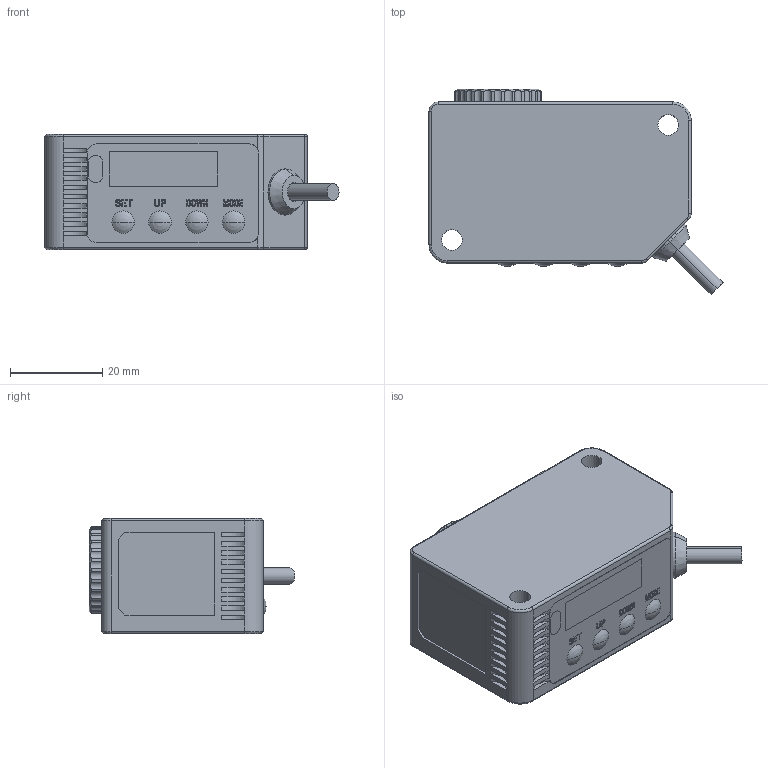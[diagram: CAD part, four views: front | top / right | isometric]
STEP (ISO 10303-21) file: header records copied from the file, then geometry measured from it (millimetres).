
FILE_DESCRIPTION((''),'2;1');
FILE_NAME('BS-201ZW','2022-08-10T15:31:04',('Administrator'),(''),'CREO PARAMETRIC BY PTC INC, 2021023','CREO PARAMETRIC BY PTC INC, 2021023','');
FILE_SCHEMA(('CONFIG_CONTROL_DESIGN'));
Length unit declared in the file: millimetre
Products named in the file (1): BS-201ZW
Bounding box: 63.91 x 44.69 x 25 mm (x, y, z)
Volume: 48269.1 mm3; surface area: 9704.9 mm2
Topology: 1 solids, 16 shells, 234 faces, 764 edges, 549 vertices
Faces by surface type: cylinder 113, plane 99, torus 10, sphere 8, cone 4
Entity records: 8664 total; most frequent: CARTESIAN_POINT 2118, DIRECTION 1313, ORIENTED_EDGE 1299, EDGE_CURVE 756, VERTEX_POINT 549, AXIS2_PLACEMENT_3D 468, VECTOR 377, LINE 377
